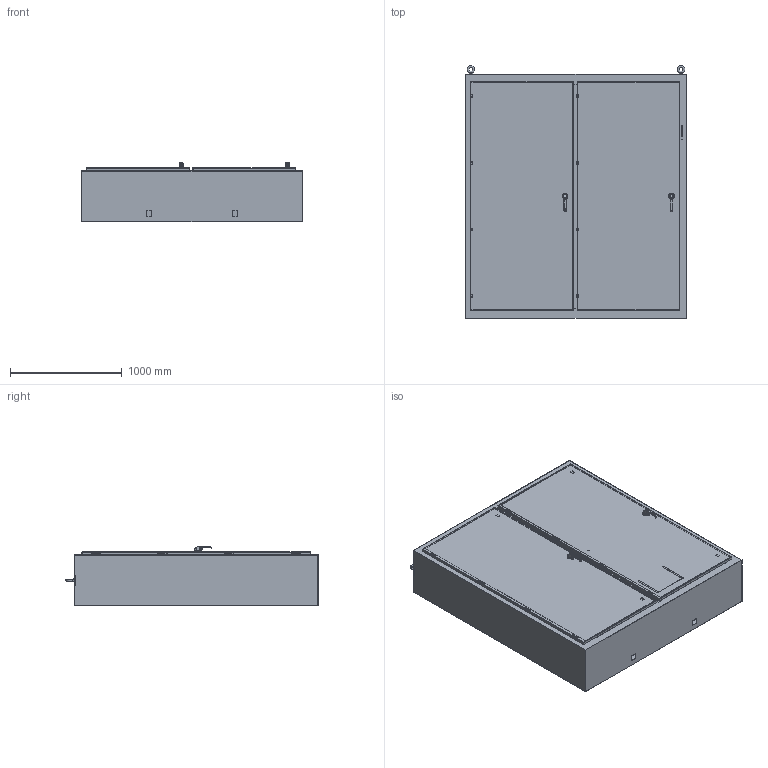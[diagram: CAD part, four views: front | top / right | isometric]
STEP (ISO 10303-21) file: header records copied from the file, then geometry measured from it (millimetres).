
FILE_DESCRIPTION (( 'STEP AP214' ), '1' );
FILE_NAME ('SCE-N86XM7818.STEP', '2024-05-08T20:43:25', ( '' ), ( '' ), 'SwSTEP 2.0', 'SolidWorks 2023', '' );
FILE_SCHEMA (( 'AUTOMOTIVE_DESIGN' ));
Length unit declared in the file: inch
Products named in the file (1): SCE-N86XM7818
Bounding box: 1974.85 x 2259.17 x 534.57 mm (x, y, z)
Volume: 38989929.8 mm3; surface area: 29269119 mm2
Topology: 47 solids, 55 shells, 7397 faces, 18994 edges, 11773 vertices
Faces by surface type: plane 3076, cylinder 2489, bspline 836, torus 557, cone 224, sphere 215
Full cylindrical faces by diameter (mm): 1.016 x8, 3.978 x8, 4.318 x40, 4.978 x32, 5.016 x4, 5.207 x16, 5.232 x16, 5.537 x8, 6.096 x16, 6.198 x16, 6.35 x16, 7.137 x2, 9.525 x16, 10.323 x16, 11.25 x2, 15.24 x2, 29.8 x2
Entity records: 341284 total; most frequent: CARTESIAN_POINT 171277, ORIENTED_EDGE 36614, DIRECTION 32902, EDGE_CURVE 18307, AXIS2_PLACEMENT_3D 11937, VERTEX_POINT 11562, LINE 9028, VECTOR 9028
